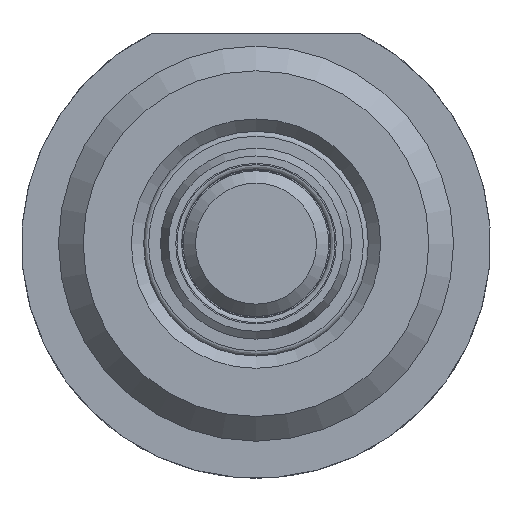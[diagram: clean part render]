
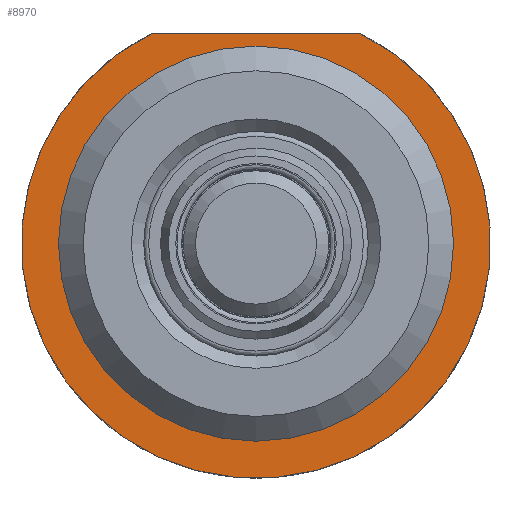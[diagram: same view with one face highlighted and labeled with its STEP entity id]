
A CAD part, front view. The second image highlights one B-rep face of the part: STEP entity #8970.
In plain terms, the highlighted planar face has unit normal (0, -1, 0).
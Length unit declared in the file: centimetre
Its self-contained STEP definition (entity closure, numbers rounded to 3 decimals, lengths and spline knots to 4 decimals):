
#765=LINE($,#11491,#1535);
#1535=VECTOR($,#9972,0.8485);
#2331=PLANE($,#9549);
#2597=FACE_BOUND($,#3262,.T.);
#2699=FACE_OUTER_BOUND($,#3261,.T.);
#3261=EDGE_LOOP($,(#6283,#6284));
#3262=EDGE_LOOP($,(#6285));
#3823=CIRCLE($,#9525,0.95);
#3834=CIRCLE($,#9547,0.8);
#3919=VERTEX_POINT($,#11489);
#3920=VERTEX_POINT($,#11490);
#3932=VERTEX_POINT($,#11529);
#4853=EDGE_CURVE($,#3919,#3920,#765,.T.);
#4857=EDGE_CURVE($,#3920,#3919,#3823,.T.);
#4868=EDGE_CURVE($,#3932,#3932,#3834,.T.);
#6283=ORIENTED_EDGE($,*,*,#4853,.F.);
#6284=ORIENTED_EDGE($,*,*,#4857,.F.);
#6285=ORIENTED_EDGE($,*,*,#4868,.T.);
#8970=ADVANCED_FACE($,(#2699,#2597),#2331,.T.);
#9525=AXIS2_PLACEMENT_3D($,#11498,#9978,#9979);
#9547=AXIS2_PLACEMENT_3D($,#11530,#10022,#10023);
#9549=AXIS2_PLACEMENT_3D($,#11532,#10026,#10027);
#9972=DIRECTION($,(1.,0.,0.));
#9978=DIRECTION('center_axis',(0.,1.,0.));
#9979=DIRECTION('ref_axis',(-0.447,0.,0.895));
#10022=DIRECTION('center_axis',(0.,1.,0.));
#10023=DIRECTION('ref_axis',(0.,0.,1.));
#10026=DIRECTION('center_axis',(0.,-1.,0.));
#10027=DIRECTION('ref_axis',(0.,0.,-1.));
#11489=CARTESIAN_POINT('',(-0.4243,-7.15,0.85));
#11490=CARTESIAN_POINT('',(0.4243,-7.15,0.85));
#11491=CARTESIAN_POINT($,(-0.4243,-7.15,0.85));
#11498=CARTESIAN_POINT('Origin',(0.,-7.15,0.));
#11529=CARTESIAN_POINT('',(0.,-7.15,0.8));
#11530=CARTESIAN_POINT('Origin',(0.,-7.15,0.));
#11532=CARTESIAN_POINT('Origin',(0.,-7.15,0.0672));
